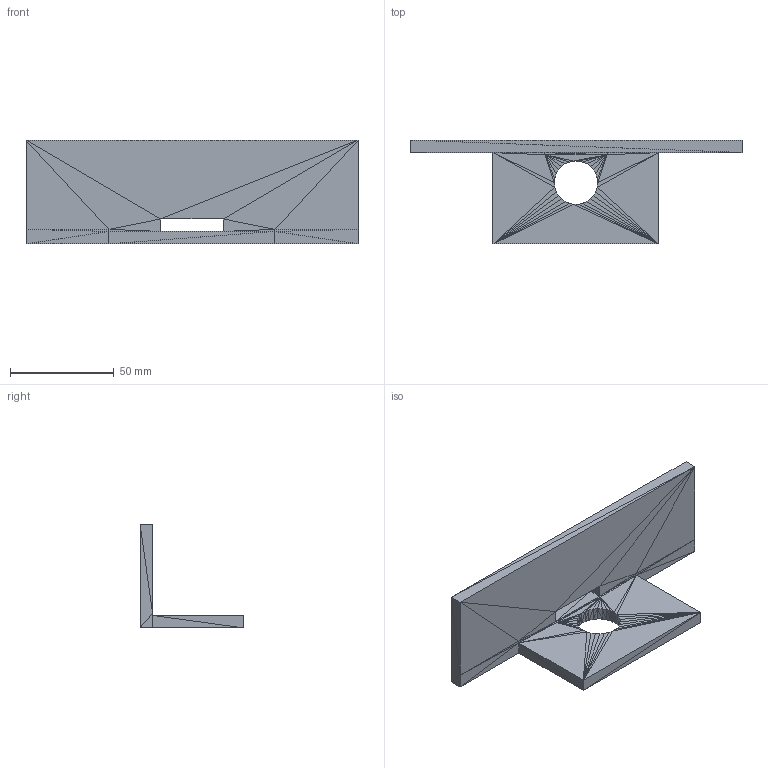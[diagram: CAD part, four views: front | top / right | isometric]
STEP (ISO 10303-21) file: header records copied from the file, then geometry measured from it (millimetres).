
FILE_DESCRIPTION(('FreeCAD Model'),'2;1');
FILE_NAME('Open CASCADE Shape Model','2022-11-25T09:31:23',('Author'),( ''),'Open CASCADE STEP processor 7.5','FreeCAD','Unknown');
FILE_SCHEMA(('AUTOMOTIVE_DESIGN { 1 0 10303 214 1 1 1 1 }'));
Length unit declared in the file: millimetre
Products named in the file (1): fixation2_plie001 (Solid)
Bounding box: 160 x 50 x 50 mm (x, y, z)
Volume: 65772.2 mm3; surface area: 25760.1 mm2
Topology: 1 solids, 1 shells, 204 faces, 306 edges, 100 vertices
Faces by surface type: plane 204
Entity records: 7676 total; most frequent: CARTESIAN_POINT 1529, DIRECTION 1022, ORIENTED_EDGE 612, LINE 612, VECTOR 612, PCURVE 612, DEFINITIONAL_REPRESENTATION 612, EDGE_CURVE 306
